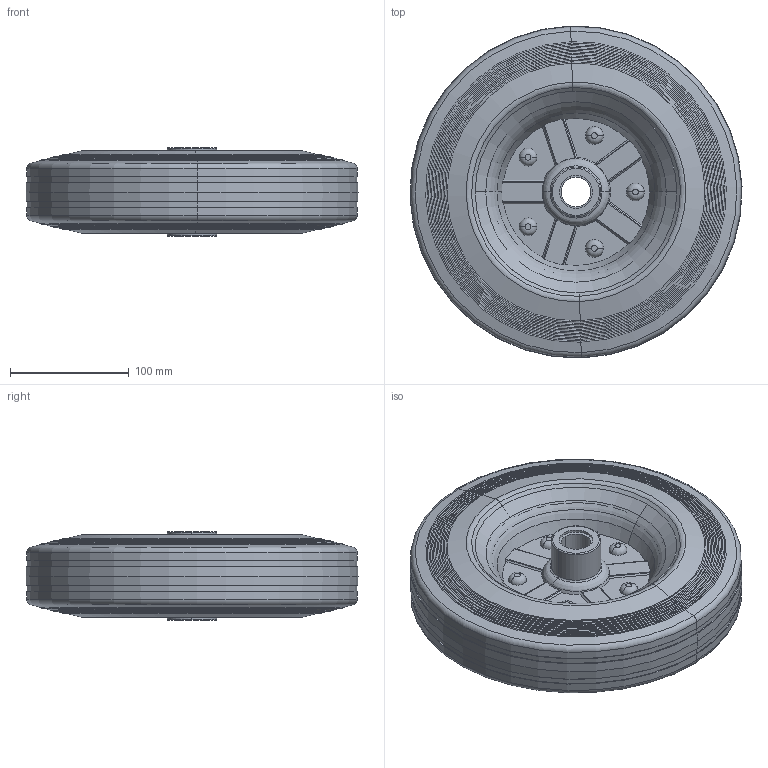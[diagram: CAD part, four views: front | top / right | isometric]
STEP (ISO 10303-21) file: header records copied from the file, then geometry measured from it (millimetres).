
FILE_DESCRIPTION (( 'STEP AP214' ), '1' );
FILE_NAME ('0013325.step', '2023-01-05T09:32:57', ( '' ), ( '' ), 'SwSTEP 2.0', 'SolidWorks 2020', '' );
FILE_SCHEMA (( 'AUTOMOTIVE_DESIGN' ));
Length unit declared in the file: millimetre
Products named in the file (1): 0013325
Bounding box: 279.85 x 279.85 x 75 mm (x, y, z)
Volume: 2821242.6 mm3; surface area: 291368.7 mm2
Topology: 3 solids, 3 shells, 264 faces, 602 edges, 358 vertices
Faces by surface type: torus 80, cone 76, plane 70, cylinder 38
Entity records: 10516 total; most frequent: CARTESIAN_POINT 1565, DIRECTION 1386, ORIENTED_EDGE 1204, AXIS2_PLACEMENT_3D 611, EDGE_CURVE 602, VERTEX_POINT 358, CIRCLE 346, EDGE_LOOP 284
